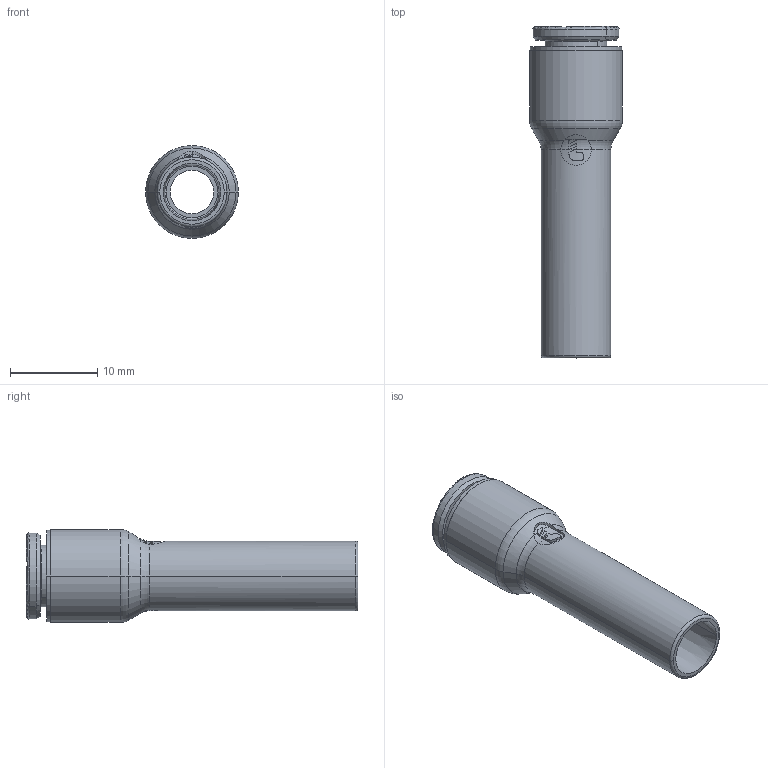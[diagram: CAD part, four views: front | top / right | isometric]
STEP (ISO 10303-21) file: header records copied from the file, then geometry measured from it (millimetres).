
FILE_DESCRIPTION(('STEP AP214'),'1');
FILE_NAME('6866_06_08.stp','2016-07-07T14:45:26',('TraceParts'),('TraceParts S.A.'),'Spatial InterOp 3D',' ',' ');
FILE_SCHEMA(('automotive_design'));
Length unit declared in the file: millimetre
Products named in the file (6): V866-06-08_ASM|Next assembly relationship#44106-64_ASM|Next assembly relationship#44106-26;44106-26; V866-06-08_ASM|Next assembly relationship#44106-64_ASM|Next assembly relationship#44106;44106; V866-06-08_ASM|Next assembly relationship#44106-64_ASM|Next assembly relationship#44106-27;44106-27; V866-06-08_ASM|Next assembly relationship#44106-64_ASM|Next assembly relationship#44126-20;44126-20; V866-06-08_ASM|Next assembly relationship#44516-15;44516-15; V866-06-08_ASM|Next assembly relationship#44106-11-10-ASM;44106-11-10-ASM
Bounding box: 10.65 x 38.07 x 10.65 mm (x, y, z)
Volume: 1084.1 mm3; surface area: 2945.2 mm2
Topology: 6 solids, 6 shells, 637 faces, 1668 edges, 1058 vertices
Faces by surface type: plane 313, cylinder 109, cone 80, torus 79, bspline 54, sphere 2
Entity records: 22385 total; most frequent: CARTESIAN_POINT 6902, ORIENTED_EDGE 3332, DIRECTION 3053, EDGE_CURVE 1666, VERTEX_POINT 1058, AXIS2_PLACEMENT_3D 1045, LINE 963, VECTOR 963
